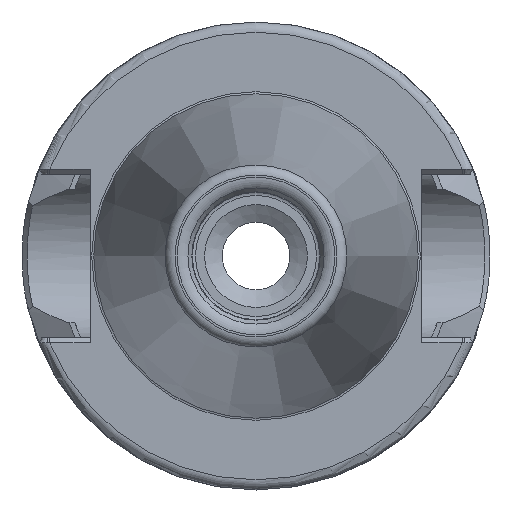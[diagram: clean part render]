
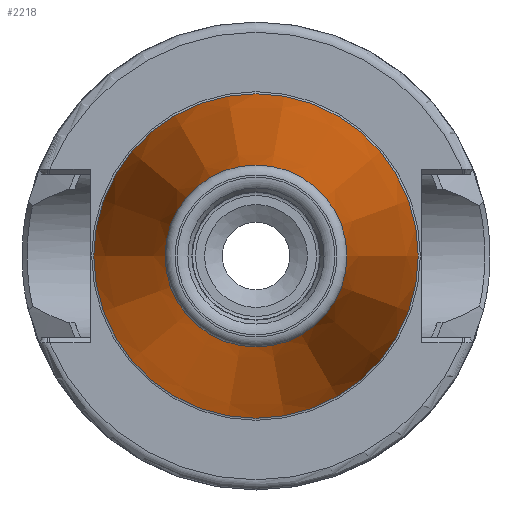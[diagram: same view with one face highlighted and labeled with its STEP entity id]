
A CAD part, left-side view. The second image highlights one B-rep face of the part: STEP entity #2218.
In plain terms, the highlighted conical face has half-angle 8.297 degrees and reference radius 12.445 mm.
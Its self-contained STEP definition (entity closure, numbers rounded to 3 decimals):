
#98=CONICAL_SURFACE('',#2442,12.445,0.145);
#254=FACE_OUTER_BOUND('',#378,.T.);
#378=EDGE_LOOP('',(#1813,#1814,#1815,#1816,#1817,#1818,#1819));
#502=LINE('',#4260,#620);
#620=VECTOR('',#2942,12.445);
#767=CIRCLE('',#2438,8.941);
#768=CIRCLE('',#2439,8.941);
#769=CIRCLE('',#2440,8.941);
#771=CIRCLE('',#2443,15.948);
#772=CIRCLE('',#2444,15.948);
#984=VERTEX_POINT('',#4248);
#985=VERTEX_POINT('',#4249);
#986=VERTEX_POINT('',#4251);
#987=VERTEX_POINT('',#4256);
#988=VERTEX_POINT('',#4257);
#1285=EDGE_CURVE('',#984,#985,#767,.T.);
#1286=EDGE_CURVE('',#986,#984,#768,.T.);
#1287=EDGE_CURVE('',#985,#986,#769,.T.);
#1289=EDGE_CURVE('',#987,#988,#771,.T.);
#1290=EDGE_CURVE('',#988,#987,#772,.T.);
#1291=EDGE_CURVE('',#988,#986,#502,.T.);
#1813=ORIENTED_EDGE('',*,*,#1289,.F.);
#1814=ORIENTED_EDGE('',*,*,#1290,.F.);
#1815=ORIENTED_EDGE('',*,*,#1291,.T.);
#1816=ORIENTED_EDGE('',*,*,#1286,.T.);
#1817=ORIENTED_EDGE('',*,*,#1285,.T.);
#1818=ORIENTED_EDGE('',*,*,#1287,.T.);
#1819=ORIENTED_EDGE('',*,*,#1291,.F.);
#2218=ADVANCED_FACE('',(#254),#98,.T.);
#2438=AXIS2_PLACEMENT_3D('',#4250,#2928,#2929);
#2439=AXIS2_PLACEMENT_3D('',#4252,#2930,#2931);
#2440=AXIS2_PLACEMENT_3D('',#4253,#2932,#2933);
#2442=AXIS2_PLACEMENT_3D('',#4255,#2936,#2937);
#2443=AXIS2_PLACEMENT_3D('',#4258,#2938,#2939);
#2444=AXIS2_PLACEMENT_3D('',#4259,#2940,#2941);
#2928=DIRECTION('center_axis',(1.,0.,0.));
#2929=DIRECTION('ref_axis',(0.,0.,-1.));
#2930=DIRECTION('center_axis',(1.,0.,0.));
#2931=DIRECTION('ref_axis',(0.,0.,-1.));
#2932=DIRECTION('center_axis',(1.,0.,0.));
#2933=DIRECTION('ref_axis',(0.,0.,-1.));
#2936=DIRECTION('center_axis',(1.,0.,0.));
#2937=DIRECTION('ref_axis',(0.,1.,0.));
#2938=DIRECTION('center_axis',(1.,0.,0.));
#2939=DIRECTION('ref_axis',(0.,0.,-1.));
#2940=DIRECTION('center_axis',(1.,0.,0.));
#2941=DIRECTION('ref_axis',(0.,0.,-1.));
#2942=DIRECTION('',(-0.99,0.144,0.));
#4248=CARTESIAN_POINT('',(-47.944,8.941,0.));
#4249=CARTESIAN_POINT('',(-47.944,0.,8.941));
#4250=CARTESIAN_POINT('Origin',(-47.944,0.,
0.));
#4251=CARTESIAN_POINT('',(-47.944,-8.941,0.));
#4252=CARTESIAN_POINT('Origin',(-47.944,0.,
0.));
#4253=CARTESIAN_POINT('Origin',(-47.944,0.,
0.));
#4255=CARTESIAN_POINT('Origin',(-23.922,0.,
0.));
#4256=CARTESIAN_POINT('',(0.1,15.948,0.));
#4257=CARTESIAN_POINT('',(0.1,-15.948,0.));
#4258=CARTESIAN_POINT('Origin',(0.1,0.,
0.));
#4259=CARTESIAN_POINT('Origin',(0.1,0.,
0.));
#4260=CARTESIAN_POINT('',(-23.922,-12.445,0.));
